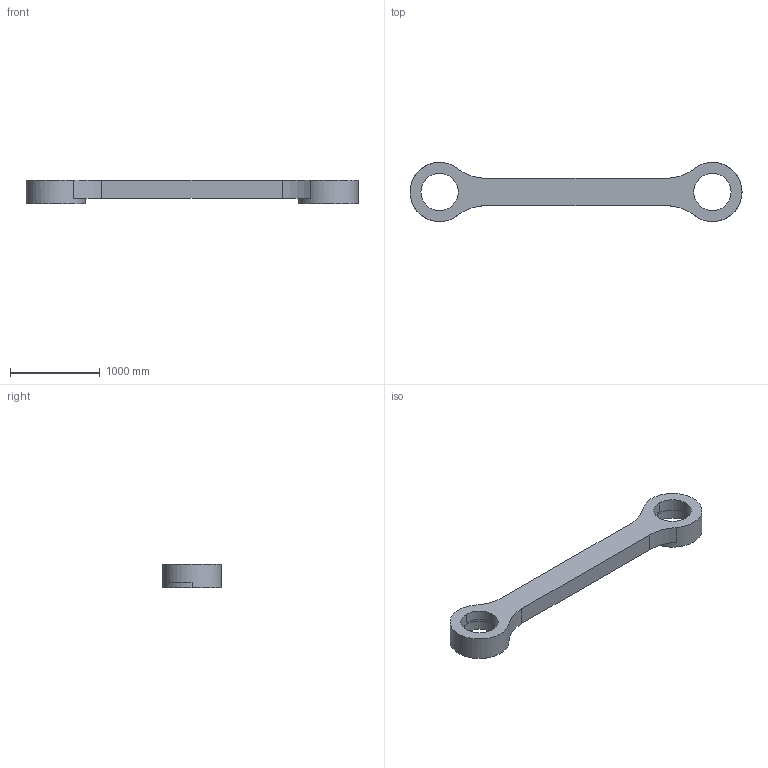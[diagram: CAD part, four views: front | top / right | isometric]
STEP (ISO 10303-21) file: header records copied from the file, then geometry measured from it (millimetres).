
FILE_DESCRIPTION((''),'2;1');
FILE_NAME('3','2022-01-20T16:13:05',('86183'),(''),'CREO PARAMETRIC BY PTC INC, 2018400','CREO PARAMETRIC BY PTC INC, 2018400','');
FILE_SCHEMA(('CONFIG_CONTROL_DESIGN'));
Length unit declared in the file: inch
Products named in the file (1): 3
Bounding box: 3708.4 x 660.4 x 266.7 mm (x, y, z)
Volume: 254647325.4 mm3; surface area: 5031513.7 mm2
Topology: 1 solids, 1 shells, 24 faces, 68 edges, 48 vertices
Faces by surface type: cylinder 16, plane 8
Entity records: 864 total; most frequent: DIRECTION 156, CARTESIAN_POINT 140, ORIENTED_EDGE 136, EDGE_CURVE 68, AXIS2_PLACEMENT_3D 64, VERTEX_POINT 48, CIRCLE 40, EDGE_LOOP 30
